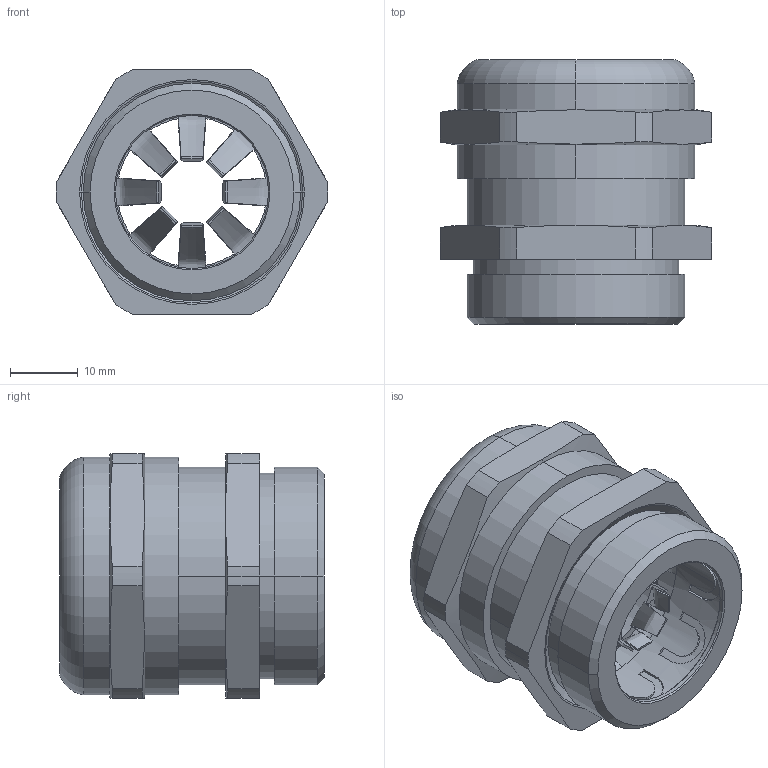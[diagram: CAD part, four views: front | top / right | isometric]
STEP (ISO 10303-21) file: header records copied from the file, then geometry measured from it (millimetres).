
FILE_DESCRIPTION((''),'2;1');
FILE_NAME('WNACAL-M32_D15-22__ASM_ASM','2020-12-23T',('dn.ye'),(''),'PRO/ENGINEER BY PARAMETRIC TECHNOLOGY CORPORATION, 2012480','PRO/ENGINEER BY PARAMETRIC TECHNOLOGY CORPORATION, 2012480','');
FILE_SCHEMA(('CONFIG_CONTROL_DESIGN'));
Length unit declared in the file: millimetre
Products named in the file (6): MSBR-5; MSBR-4; MSBR-3; MSBR-2; MSBR-1; WNACAL-M32_D15-22__ASM_ASM
Assembly tree (5 placements, depth 2):
  WNACAL-M32_D15-22__ASM_ASM
    MSBR-5
    MSBR-4
    MSBR-3
    MSBR-2
    MSBR-1
Bounding box: 40 x 38.87 x 36 mm (x, y, z)
Volume: 16515.1 mm3; surface area: 21130.9 mm2
Topology: 5 solids, 5 shells, 475 faces, 1256 edges, 801 vertices
Faces by surface type: plane 200, cylinder 118, bspline 64, cone 50, torus 27, sphere 16
Entity records: 22384 total; most frequent: CARTESIAN_POINT 10838, ORIENTED_EDGE 2512, DIRECTION 2232, EDGE_CURVE 1256, AXIS2_PLACEMENT_3D 844, VERTEX_POINT 801, VECTOR 544, LINE 544
